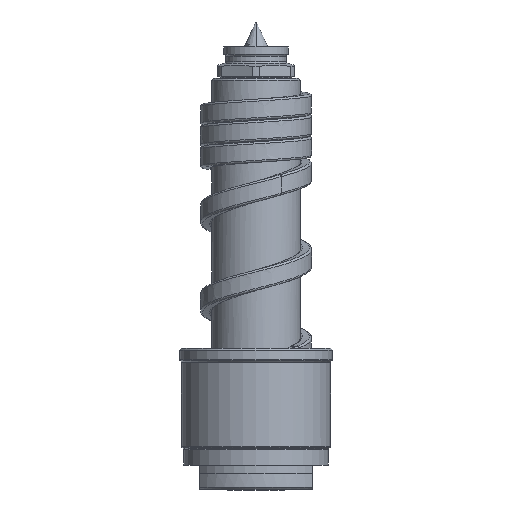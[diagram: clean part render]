
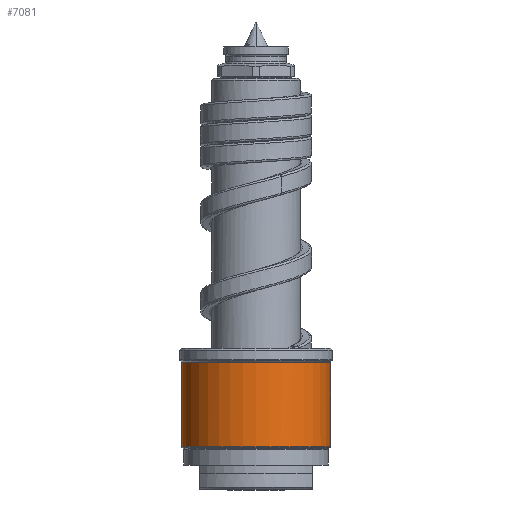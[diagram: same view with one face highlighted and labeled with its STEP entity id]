
A CAD part, front view. The second image highlights one B-rep face of the part: STEP entity #7081.
In plain terms, the highlighted cylindrical face has radius 18.5 mm (diameter 37 mm), a partial arc.
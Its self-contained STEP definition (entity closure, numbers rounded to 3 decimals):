
#308=CARTESIAN_POINT('',(0.,0.,10.583));
#309=DIRECTION('',(0.,0.,1.));
#310=DIRECTION('',(-1.,0.,0.));
#311=AXIS2_PLACEMENT_3D('',#308,#309,#310);
#318=DIRECTION('',(0.,0.,1.));
#319=VECTOR('',#318,20.834);
#320=CARTESIAN_POINT('',(18.5,0.,10.583));
#321=LINE('',#320,#319);
#330=DIRECTION('',(0.,0.,1.));
#331=VECTOR('',#330,20.834);
#332=CARTESIAN_POINT('',(-18.5,0.,10.583));
#333=LINE('',#332,#331);
#334=CARTESIAN_POINT('',(0.,0.,31.417));
#335=DIRECTION('',(0.,0.,-1.));
#336=DIRECTION('',(1.,0.,0.));
#337=AXIS2_PLACEMENT_3D('',#334,#335,#336);
#339=CARTESIAN_POINT('',(0.,0.,31.417));
#340=DIRECTION('',(0.,0.,-1.));
#341=DIRECTION('',(1.,-0.008,0.));
#342=AXIS2_PLACEMENT_3D('',#339,#340,#341);
#6022=CARTESIAN_POINT('',(18.5,0.,10.583));
#6023=VERTEX_POINT('',#6022);
#6024=CARTESIAN_POINT('',(18.5,0.,31.417));
#6025=VERTEX_POINT('',#6024);
#6028=CARTESIAN_POINT('',(-18.5,0.,31.417));
#6029=VERTEX_POINT('',#6028);
#6030=CARTESIAN_POINT('',(-18.5,0.,10.583));
#6031=VERTEX_POINT('',#6030);
#6446=CARTESIAN_POINT('',(18.499,-0.152,
31.417));
#6447=VERTEX_POINT('',#6446);
#7067=CARTESIAN_POINT('',(0.,0.,8.75));
#7068=DIRECTION('',(0.,0.,1.));
#7069=DIRECTION('',(-1.,0.,0.));
#7070=AXIS2_PLACEMENT_3D('',#7067,#7068,#7069);
#7071=CYLINDRICAL_SURFACE('',#7070,18.5);
#7072=ORIENTED_EDGE('',*,*,#7037,.F.);
#7073=ORIENTED_EDGE('',*,*,#7057,.T.);
#7075=ORIENTED_EDGE('',*,*,#7074,.F.);
#7077=ORIENTED_EDGE('',*,*,#7076,.F.);
#7078=ORIENTED_EDGE('',*,*,#7051,.F.);
#7079=EDGE_LOOP('',(#7072,#7073,#7075,#7077,#7078));
#7080=FACE_OUTER_BOUND('',#7079,.F.);
#312=CIRCLE('',#311,18.5);
#338=CIRCLE('',#337,18.5);
#343=CIRCLE('',#342,18.5);
#7037=EDGE_CURVE('',#6031,#6023,#312,.T.);
#7051=EDGE_CURVE('',#6023,#6025,#321,.T.);
#7057=EDGE_CURVE('',#6031,#6029,#333,.T.);
#7074=EDGE_CURVE('',#6447,#6029,#343,.T.);
#7076=EDGE_CURVE('',#6025,#6447,#338,.T.);
#7081=ADVANCED_FACE('',(#7080),#7071,.T.);
